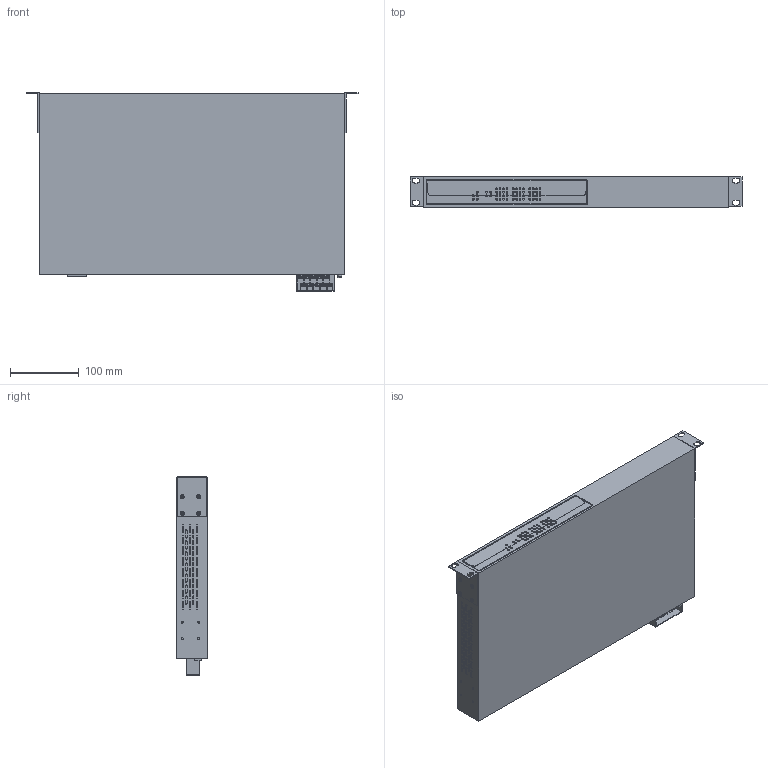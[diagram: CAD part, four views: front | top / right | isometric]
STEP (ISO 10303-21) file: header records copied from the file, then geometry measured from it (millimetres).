
FILE_DESCRIPTION(('CATIA V5 STEP Exchange','CAx-IF Rec.Pracs.--- Model Styling and Organization---1.4--- 2014-01-23'),'2;1');
FILE_NAME ('D1508173_2', '2022-11-15T11:40:50+00:00', ('none'), ('Weidmueller'), 'CATIA Version 5-6 Release 2016 SP3 HF44', 'CATIA V5 STEP AP214', 'none');
FILE_SCHEMA(('AUTOMOTIVE_DESIGN { 1 0 10303 214 1 1 1 1 }'));
Products named in the file (1): S3D_IE_SW_SL26M_24TX_2GC_LV
Bounding box: 481.7 x 44 x 287.85 mm (x, y, z)
Volume: 5110077.7 mm3; surface area: 401293.8 mm2
Topology: 149 solids, 149 shells, 3229 faces, 7712 edges, 5118 vertices
Faces by surface type: plane 2261, cylinder 914, cone 32, torus 22
Entity records: 89813 total; most frequent: ORIENTED_EDGE 15424, CARTESIAN_POINT 15423, DIRECTION 12087, EDGE_CURVE 7712, VECTOR 5571, LINE 5571, VERTEX_POINT 5118, AXIS2_PLACEMENT_3D 4204
